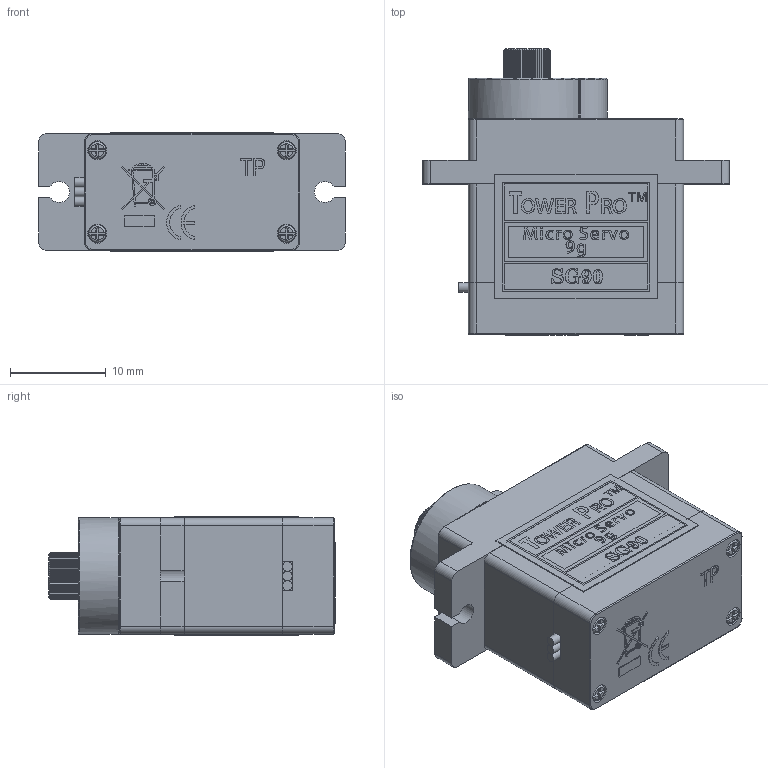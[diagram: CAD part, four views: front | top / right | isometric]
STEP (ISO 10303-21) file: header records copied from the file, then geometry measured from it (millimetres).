
FILE_DESCRIPTION(/* description */ (''),/* implementation_level */ '2;1');
FILE_NAME(/* name */ 'SG90 - Micro Servo 9g - Tower Pro - servo_body v1.step',/* time_stamp */ '2024-07-28T17:06:57+05:30',/* author */ (''),/* organization */ (''),/* preprocessor_version */ 'ST-DEVELOPER v20',/* originating_system */ 'Autodesk Translation Framework v13.14.0.145',/* authorisation */ '');
FILE_SCHEMA (('AUTOMOTIVE_DESIGN { 1 0 10303 214 3 1 1 }'));
Length unit declared in the file: millimetre
Products named in the file (1): SG90 - Micro Servo 9g - Tower Pro - servo_body
Bounding box: 32.1 x 29.95 x 12.4 mm (x, y, z)
Volume: 7045 mm3; surface area: 4939 mm2
Topology: 13 solids, 13 shells, 612 faces, 2160 edges, 1684 vertices
Faces by surface type: plane 433, cylinder 128, torus 25, bspline 23, sphere 2, cone 1
Full cylindrical faces by diameter (mm): 0.2 x1, 0.5 x1, 1 x3, 1.6 x2, 1.8 x4, 2 x4, 5 x1
Entity records: 38929 total; most frequent: CARTESIAN_POINT 20466, ORIENTED_EDGE 4316, DIRECTION 3069, EDGE_CURVE 2158, VERTEX_POINT 1684, LINE 1247, VECTOR 1247, AXIS2_PLACEMENT_3D 911
